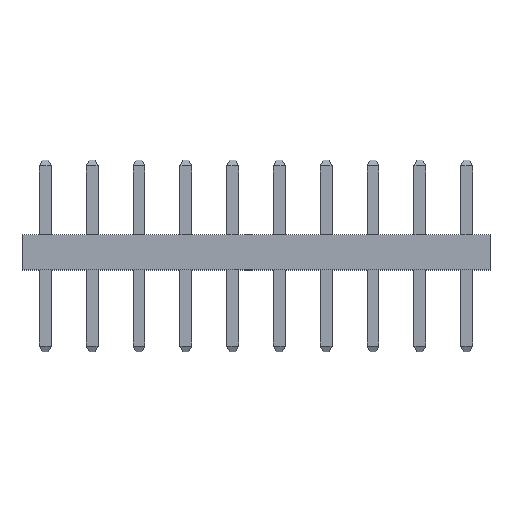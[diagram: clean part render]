
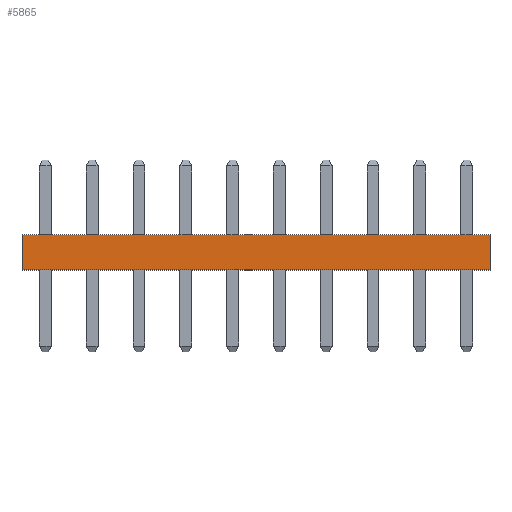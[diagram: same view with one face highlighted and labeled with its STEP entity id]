
A CAD part, top view. The second image highlights one B-rep face of the part: STEP entity #5865.
In plain terms, the highlighted planar face has unit normal (0, 0, 1).
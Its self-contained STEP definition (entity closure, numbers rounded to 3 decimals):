
#507 = VERTEX_POINT ( 'NONE', #4644 ) ;
#607 = ORIENTED_EDGE ( 'NONE', *, *, #4629, .T. ) ;
#698 = EDGE_CURVE ( 'NONE', #4717, #2267, #1814, .T. ) ;
#1099 = LINE ( 'NONE', #5132, #3808 ) ;
#1355 = DIRECTION ( 'NONE',  ( -1., 0., 0. ) ) ;
#1461 = VECTOR ( 'NONE', #2237, 1000. ) ;
#1489 = ORIENTED_EDGE ( 'NONE', *, *, #2331, .F. ) ;
#1682 = CARTESIAN_POINT ( 'NONE',  ( 10., 0., 0.991 ) ) ;
#1707 = ORIENTED_EDGE ( 'NONE', *, *, #3183, .F. ) ;
#1717 = LINE ( 'NONE', #2782, #5680 ) ;
#1814 = LINE ( 'NONE', #1682, #1461 ) ;
#2161 = VERTEX_POINT ( 'NONE', #5400 ) ;
#2237 = DIRECTION ( 'NONE',  ( 0., -1., 0. ) ) ;
#2239 = DIRECTION ( 'NONE',  ( 0., 1., 0. ) ) ;
#2267 = VERTEX_POINT ( 'NONE', #5625 ) ;
#2331 = EDGE_CURVE ( 'NONE', #2267, #507, #4232, .T. ) ;
#2528 = CARTESIAN_POINT ( 'NONE',  ( 10., 1.499, 0.991 ) ) ;
#2782 = CARTESIAN_POINT ( 'NONE',  ( -10., 0., 0.991 ) ) ;
#3030 = CARTESIAN_POINT ( 'NONE',  ( -10., 0., 0.991 ) ) ;
#3056 = PLANE ( 'NONE',  #4066 ) ;
#3183 = EDGE_CURVE ( 'NONE', #507, #2161, #1717, .T. ) ;
#3603 = DIRECTION ( 'NONE',  ( 1., 0., 0. ) ) ;
#3808 = VECTOR ( 'NONE', #1355, 1000. ) ;
#3881 = EDGE_LOOP ( 'NONE', ( #607, #1707, #1489, #6597 ) ) ;
#4066 = AXIS2_PLACEMENT_3D ( 'NONE', #3030, #6820, #3603 ) ;
#4069 = CARTESIAN_POINT ( 'NONE',  ( -10., 0., 0.991 ) ) ;
#4232 = LINE ( 'NONE', #4069, #4563 ) ;
#4563 = VECTOR ( 'NONE', #5678, 1000. ) ;
#4629 = EDGE_CURVE ( 'NONE', #4717, #2161, #1099, .T. ) ;
#4644 = CARTESIAN_POINT ( 'NONE',  ( -10., 0., 0.991 ) ) ;
#4717 = VERTEX_POINT ( 'NONE', #2528 ) ;
#5125 = FACE_OUTER_BOUND ( 'NONE', #3881, .T. ) ;
#5132 = CARTESIAN_POINT ( 'NONE',  ( 0., 1.499, 0.991 ) ) ;
#5400 = CARTESIAN_POINT ( 'NONE',  ( -10., 1.499, 0.991 ) ) ;
#5625 = CARTESIAN_POINT ( 'NONE',  ( 10., 0., 0.991 ) ) ;
#5678 = DIRECTION ( 'NONE',  ( -1., 0., 0. ) ) ;
#5680 = VECTOR ( 'NONE', #2239, 1000. ) ;
#5865 = ADVANCED_FACE ( 'NONE', ( #5125 ), #3056, .T. ) ;
#6597 = ORIENTED_EDGE ( 'NONE', *, *, #698, .F. ) ;
#6820 = DIRECTION ( 'NONE',  ( 0., 0., 1. ) ) ;
